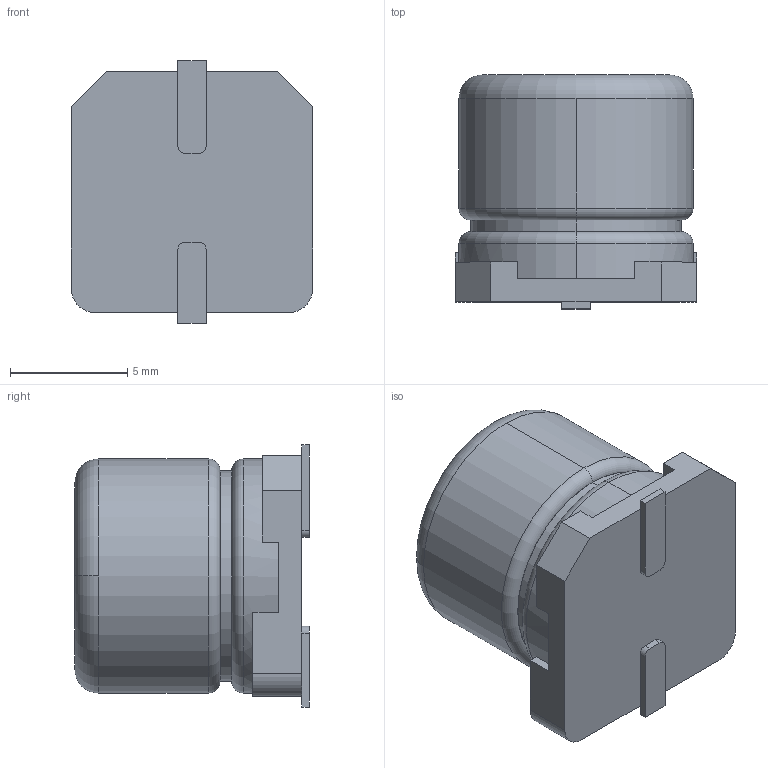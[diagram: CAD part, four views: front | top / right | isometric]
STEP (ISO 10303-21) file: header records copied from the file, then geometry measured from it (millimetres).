
FILE_DESCRIPTION (( 'STEP AP203' ), '1' );
FILE_NAME ('al-hxb-e-140701.STEP', '2015-03-08T08:56:08', ( 'admin' ), ( '' ), 'SwSTEP 2.0', 'SolidWorks 2011', '' );
FILE_SCHEMA (( 'CONFIG_CONTROL_DESIGN' ));
Length unit declared in the file: millimetre
Products named in the file (1): al-hxb-e-140701
Bounding box: 10.3 x 10 x 11.2 mm (x, y, z)
Volume: 791.5 mm3; surface area: 538.1 mm2
Topology: 1 solids, 1 shells, 59 faces, 155 edges, 100 vertices
Faces by surface type: plane 40, cylinder 13, torus 6
Entity records: 1895 total; most frequent: DIRECTION 324, CARTESIAN_POINT 315, ORIENTED_EDGE 310, EDGE_CURVE 155, AXIS2_PLACEMENT_3D 109, VECTOR 106, LINE 106, VERTEX_POINT 100
